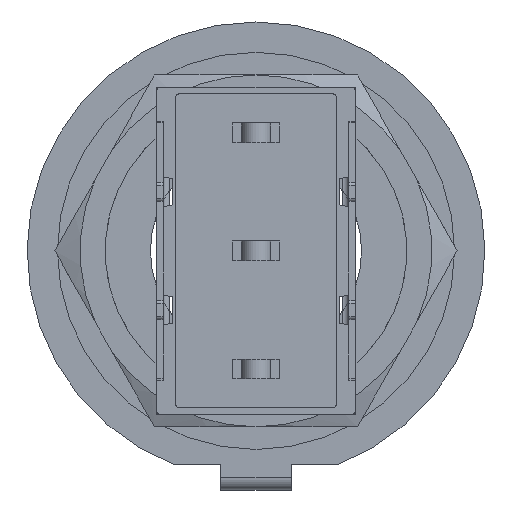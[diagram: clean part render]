
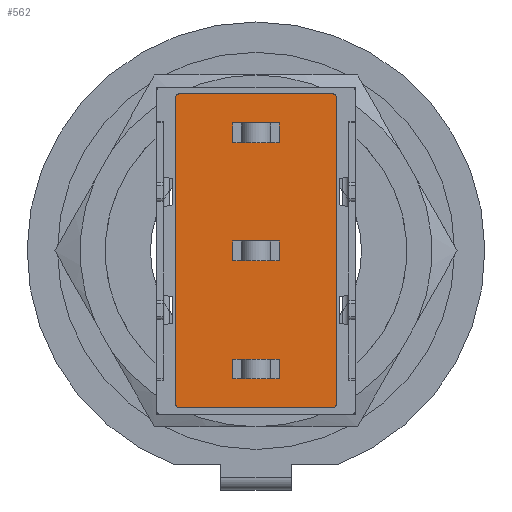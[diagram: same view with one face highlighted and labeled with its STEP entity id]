
A CAD part, front view. The second image highlights one B-rep face of the part: STEP entity #562.
In plain terms, the highlighted planar face has unit normal (0, -1, 0).
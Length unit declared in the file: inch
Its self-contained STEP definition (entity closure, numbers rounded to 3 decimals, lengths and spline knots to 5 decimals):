
#562 = ADVANCED_FACE( '', ( #1271, #1272, #1273, #1274 ), #1275, .F. );
#1271 = FACE_BOUND( '', #2220, .T. );
#1272 = FACE_BOUND( '', #2221, .T. );
#1273 = FACE_BOUND( '', #2222, .T. );
#1274 = FACE_OUTER_BOUND( '', #2223, .T. );
#1275 = PLANE( '', #2224 );
#2220 = EDGE_LOOP( '', ( #3306, #3307, #3308, #3309 ) );
#2221 = EDGE_LOOP( '', ( #3310, #3311, #3312, #3313 ) );
#2222 = EDGE_LOOP( '', ( #3314, #3315, #3316, #3317 ) );
#2223 = EDGE_LOOP( '', ( #3318, #3319, #3320, #3321, #3322, #3323, #3324, #3325 ) );
#2224 = AXIS2_PLACEMENT_3D( '', #3326, #3327, #3328 );
#3306 = ORIENTED_EDGE( '', *, *, #6059, .F. );
#3307 = ORIENTED_EDGE( '', *, *, #6060, .F. );
#3308 = ORIENTED_EDGE( '', *, *, #6061, .T. );
#3309 = ORIENTED_EDGE( '', *, *, #6062, .T. );
#3310 = ORIENTED_EDGE( '', *, *, #6063, .F. );
#3311 = ORIENTED_EDGE( '', *, *, #6064, .F. );
#3312 = ORIENTED_EDGE( '', *, *, #6065, .T. );
#3313 = ORIENTED_EDGE( '', *, *, #6066, .T. );
#3314 = ORIENTED_EDGE( '', *, *, #6067, .F. );
#3315 = ORIENTED_EDGE( '', *, *, #6068, .F. );
#3316 = ORIENTED_EDGE( '', *, *, #6069, .T. );
#3317 = ORIENTED_EDGE( '', *, *, #6070, .T. );
#3318 = ORIENTED_EDGE( '', *, *, #6071, .F. );
#3319 = ORIENTED_EDGE( '', *, *, #6072, .F. );
#3320 = ORIENTED_EDGE( '', *, *, #6073, .F. );
#3321 = ORIENTED_EDGE( '', *, *, #6074, .F. );
#3322 = ORIENTED_EDGE( '', *, *, #6075, .F. );
#3323 = ORIENTED_EDGE( '', *, *, #6076, .F. );
#3324 = ORIENTED_EDGE( '', *, *, #6077, .F. );
#3325 = ORIENTED_EDGE( '', *, *, #6078, .F. );
#3326 = CARTESIAN_POINT( '', ( -0.12038, 0., 0.24088 ) );
#3327 = DIRECTION( '', ( 0., 1., 0. ) );
#3328 = DIRECTION( '', ( 0., 0., 1. ) );
#6059 = EDGE_CURVE( '', #7290, #7291, #7292, .T. );
#6060 = EDGE_CURVE( '', #7293, #7290, #7294, .T. );
#6061 = EDGE_CURVE( '', #7293, #7295, #7296, .T. );
#6062 = EDGE_CURVE( '', #7295, #7291, #7297, .T. );
#6063 = EDGE_CURVE( '', #7298, #7299, #7300, .T. );
#6064 = EDGE_CURVE( '', #7301, #7298, #7302, .T. );
#6065 = EDGE_CURVE( '', #7301, #7303, #7304, .T. );
#6066 = EDGE_CURVE( '', #7303, #7299, #7305, .T. );
#6067 = EDGE_CURVE( '', #7306, #7307, #7308, .T. );
#6068 = EDGE_CURVE( '', #7309, #7306, #7310, .T. );
#6069 = EDGE_CURVE( '', #7309, #7311, #7312, .T. );
#6070 = EDGE_CURVE( '', #7311, #7307, #7313, .T. );
#6071 = EDGE_CURVE( '', #7314, #7315, #7316, .T. );
#6072 = EDGE_CURVE( '', #7317, #7314, #7318, .T. );
#6073 = EDGE_CURVE( '', #7319, #7317, #7320, .T. );
#6074 = EDGE_CURVE( '', #7321, #7319, #7322, .T. );
#6075 = EDGE_CURVE( '', #7323, #7321, #7324, .T. );
#6076 = EDGE_CURVE( '', #7325, #7323, #7326, .T. );
#6077 = EDGE_CURVE( '', #7327, #7325, #7328, .T. );
#6078 = EDGE_CURVE( '', #7315, #7327, #7329, .T. );
#7290 = VERTEX_POINT( '', #9073 );
#7291 = VERTEX_POINT( '', #9074 );
#7292 = LINE( '', #9075, #9076 );
#7293 = VERTEX_POINT( '', #9077 );
#7294 = LINE( '', #9078, #9079 );
#7295 = VERTEX_POINT( '', #9080 );
#7296 = LINE( '', #9081, #9082 );
#7297 = LINE( '', #9083, #9084 );
#7298 = VERTEX_POINT( '', #9085 );
#7299 = VERTEX_POINT( '', #9086 );
#7300 = LINE( '', #9087, #9088 );
#7301 = VERTEX_POINT( '', #9089 );
#7302 = LINE( '', #9090, #9091 );
#7303 = VERTEX_POINT( '', #9092 );
#7304 = LINE( '', #9093, #9094 );
#7305 = LINE( '', #9095, #9096 );
#7306 = VERTEX_POINT( '', #9097 );
#7307 = VERTEX_POINT( '', #9098 );
#7308 = LINE( '', #9099, #9100 );
#7309 = VERTEX_POINT( '', #9101 );
#7310 = LINE( '', #9102, #9103 );
#7311 = VERTEX_POINT( '', #9104 );
#7312 = LINE( '', #9105, #9106 );
#7313 = LINE( '', #9107, #9108 );
#7314 = VERTEX_POINT( '', #9109 );
#7315 = VERTEX_POINT( '', #9110 );
#7316 = LINE( '', #9111, #9112 );
#7317 = VERTEX_POINT( '', #9113 );
#7318 = CIRCLE( '', #9114, 0.00512 );
#7319 = VERTEX_POINT( '', #9115 );
#7320 = LINE( '', #9116, #9117 );
#7321 = VERTEX_POINT( '', #9118 );
#7322 = CIRCLE( '', #9119, 0.00512 );
#7323 = VERTEX_POINT( '', #9120 );
#7324 = LINE( '', #9121, #9122 );
#7325 = VERTEX_POINT( '', #9123 );
#7326 = CIRCLE( '', #9124, 0.00512 );
#7327 = VERTEX_POINT( '', #9125 );
#7328 = LINE( '', #9126, #9127 );
#7329 = CIRCLE( '', #9128, 0.00512 );
#9073 = CARTESIAN_POINT( '', ( -0.0365, 0., 0.2005 ) );
#9074 = CARTESIAN_POINT( '', ( -0.0365, 0., 0.1695 ) );
#9075 = CARTESIAN_POINT( '', ( -0.0365, 0., 0.2005 ) );
#9076 = VECTOR( '', #11249, 39.37008 );
#9077 = CARTESIAN_POINT( '', ( 0.0365, 0., 0.2005 ) );
#9078 = CARTESIAN_POINT( '', ( 0.0365, 0., 0.2005 ) );
#9079 = VECTOR( '', #11250, 39.37008 );
#9080 = CARTESIAN_POINT( '', ( 0.0365, 0., 0.1695 ) );
#9081 = CARTESIAN_POINT( '', ( 0.0365, 0., 0.2005 ) );
#9082 = VECTOR( '', #11251, 39.37008 );
#9083 = CARTESIAN_POINT( '', ( 0.0365, 0., 0.1695 ) );
#9084 = VECTOR( '', #11252, 39.37008 );
#9085 = CARTESIAN_POINT( '', ( -0.0365, 0., 0.0155 ) );
#9086 = CARTESIAN_POINT( '', ( -0.0365, 0., -0.0155 ) );
#9087 = CARTESIAN_POINT( '', ( -0.0365, 0., 0.0155 ) );
#9088 = VECTOR( '', #11253, 39.37008 );
#9089 = CARTESIAN_POINT( '', ( 0.0365, 0., 0.0155 ) );
#9090 = CARTESIAN_POINT( '', ( 0.0365, 0., 0.0155 ) );
#9091 = VECTOR( '', #11254, 39.37008 );
#9092 = CARTESIAN_POINT( '', ( 0.0365, 0., -0.0155 ) );
#9093 = CARTESIAN_POINT( '', ( 0.0365, 0., 0.0155 ) );
#9094 = VECTOR( '', #11255, 39.37008 );
#9095 = CARTESIAN_POINT( '', ( 0.0365, 0., -0.0155 ) );
#9096 = VECTOR( '', #11256, 39.37008 );
#9097 = CARTESIAN_POINT( '', ( -0.0365, 0., -0.1695 ) );
#9098 = CARTESIAN_POINT( '', ( -0.0365, 0., -0.2005 ) );
#9099 = CARTESIAN_POINT( '', ( -0.0365, 0., -0.1695 ) );
#9100 = VECTOR( '', #11257, 39.37008 );
#9101 = CARTESIAN_POINT( '', ( 0.0365, 0., -0.1695 ) );
#9102 = CARTESIAN_POINT( '', ( 0.0365, 0., -0.1695 ) );
#9103 = VECTOR( '', #11258, 39.37008 );
#9104 = CARTESIAN_POINT( '', ( 0.0365, 0., -0.2005 ) );
#9105 = CARTESIAN_POINT( '', ( 0.0365, 0., -0.1695 ) );
#9106 = VECTOR( '', #11259, 39.37008 );
#9107 = CARTESIAN_POINT( '', ( 0.0365, 0., -0.2005 ) );
#9108 = VECTOR( '', #11260, 39.37008 );
#9109 = CARTESIAN_POINT( '', ( -0.1255, 0., -0.24088 ) );
#9110 = CARTESIAN_POINT( '', ( -0.1255, 0., 0.24088 ) );
#9111 = CARTESIAN_POINT( '', ( -0.1255, 0., -0.24088 ) );
#9112 = VECTOR( '', #11261, 39.37008 );
#9113 = CARTESIAN_POINT( '', ( -0.12038, 0., -0.246 ) );
#9114 = AXIS2_PLACEMENT_3D( '', #11262, #11263, #11264 );
#9115 = CARTESIAN_POINT( '', ( 0.12038, 0., -0.246 ) );
#9116 = CARTESIAN_POINT( '', ( 0.12038, 0., -0.246 ) );
#9117 = VECTOR( '', #11265, 39.37008 );
#9118 = CARTESIAN_POINT( '', ( 0.1255, 0., -0.24088 ) );
#9119 = AXIS2_PLACEMENT_3D( '', #11266, #11267, #11268 );
#9120 = CARTESIAN_POINT( '', ( 0.1255, 0., 0.24088 ) );
#9121 = CARTESIAN_POINT( '', ( 0.1255, 0., 0.24088 ) );
#9122 = VECTOR( '', #11269, 39.37008 );
#9123 = CARTESIAN_POINT( '', ( 0.12038, 0., 0.246 ) );
#9124 = AXIS2_PLACEMENT_3D( '', #11270, #11271, #11272 );
#9125 = CARTESIAN_POINT( '', ( -0.12038, 0., 0.246 ) );
#9126 = CARTESIAN_POINT( '', ( -0.12038, 0., 0.246 ) );
#9127 = VECTOR( '', #11273, 39.37008 );
#9128 = AXIS2_PLACEMENT_3D( '', #11274, #11275, #11276 );
#11249 = DIRECTION( '', ( 0., 0., -1. ) );
#11250 = DIRECTION( '', ( -1., 0., 0. ) );
#11251 = DIRECTION( '', ( 0., 0., -1. ) );
#11252 = DIRECTION( '', ( -1., 0., 0. ) );
#11253 = DIRECTION( '', ( 0., 0., -1. ) );
#11254 = DIRECTION( '', ( -1., 0., 0. ) );
#11255 = DIRECTION( '', ( 0., 0., -1. ) );
#11256 = DIRECTION( '', ( -1., 0., 0. ) );
#11257 = DIRECTION( '', ( 0., 0., -1. ) );
#11258 = DIRECTION( '', ( -1., 0., 0. ) );
#11259 = DIRECTION( '', ( 0., 0., -1. ) );
#11260 = DIRECTION( '', ( -1., 0., 0. ) );
#11261 = DIRECTION( '', ( 0., 0., 1. ) );
#11262 = CARTESIAN_POINT( '', ( -0.12038, 0., -0.24088 ) );
#11263 = DIRECTION( '', ( 0., 1., 0. ) );
#11264 = DIRECTION( '', ( 1., 0., 0. ) );
#11265 = DIRECTION( '', ( -1., 0., 0. ) );
#11266 = CARTESIAN_POINT( '', ( 0.12038, 0., -0.24088 ) );
#11267 = DIRECTION( '', ( 0., 1., 0. ) );
#11268 = DIRECTION( '', ( 1., 0., 0. ) );
#11269 = DIRECTION( '', ( 0., 0., -1. ) );
#11270 = CARTESIAN_POINT( '', ( 0.12038, 0., 0.24088 ) );
#11271 = DIRECTION( '', ( 0., 1., 0. ) );
#11272 = DIRECTION( '', ( 1., 0., 0. ) );
#11273 = DIRECTION( '', ( 1., 0., 0. ) );
#11274 = CARTESIAN_POINT( '', ( -0.12038, 0., 0.24088 ) );
#11275 = DIRECTION( '', ( 0., 1., 0. ) );
#11276 = DIRECTION( '', ( 1., 0., 0. ) );
